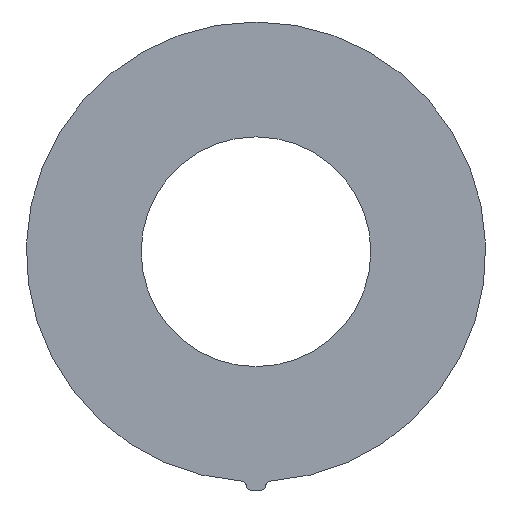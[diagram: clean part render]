
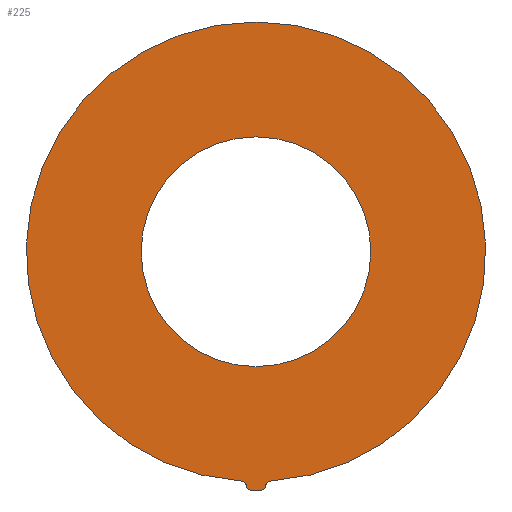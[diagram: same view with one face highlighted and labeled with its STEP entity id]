
A CAD part, front view. The second image highlights one B-rep face of the part: STEP entity #225.
In plain terms, the highlighted planar face has unit normal (0, -1, 0).
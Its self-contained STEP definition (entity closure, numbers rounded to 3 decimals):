
#2 = CARTESIAN_POINT ( 'NONE',  ( -2.4, 0., -35.92 ) ) ;
#5 = DIRECTION ( 'NONE',  ( 0., 0., 1. ) ) ;
#6 = DIRECTION ( 'NONE',  ( 0., 1., 0. ) ) ;
#11 = DIRECTION ( 'NONE',  ( 0., 1., 0. ) ) ;
#12 = DIRECTION ( 'NONE',  ( 0., 0., 1. ) ) ;
#13 = CARTESIAN_POINT ( 'NONE',  ( 0., 0., 0. ) ) ;
#17 = CARTESIAN_POINT ( 'NONE',  ( 2.4, 0., -35.92 ) ) ;
#18 = DIRECTION ( 'NONE',  ( 0., 1., 0. ) ) ;
#19 = DIRECTION ( 'NONE',  ( 0., 0., 1. ) ) ;
#39 = EDGE_LOOP ( 'NONE', ( #73, #84, #44, #50, #57, #68 ) ) ;
#44 = ORIENTED_EDGE ( 'NONE', *, *, #218, .T. ) ;
#50 = ORIENTED_EDGE ( 'NONE', *, *, #247, .T. ) ;
#53 = EDGE_LOOP ( 'NONE', ( #85, #62 ) ) ;
#57 = ORIENTED_EDGE ( 'NONE', *, *, #260, .T. ) ;
#61 = VERTEX_POINT ( 'NONE', #138 ) ;
#62 = ORIENTED_EDGE ( 'NONE', *, *, #232, .T. ) ;
#68 = ORIENTED_EDGE ( 'NONE', *, *, #242, .F. ) ;
#73 = ORIENTED_EDGE ( 'NONE', *, *, #256, .T. ) ;
#84 = ORIENTED_EDGE ( 'NONE', *, *, #233, .T. ) ;
#85 = ORIENTED_EDGE ( 'NONE', *, *, #255, .T. ) ;
#86 = CARTESIAN_POINT ( 'NONE',  ( 2.333, 0., -34.922 ) ) ;
#87 = DIRECTION ( 'NONE',  ( 1., 0., 0. ) ) ;
#91 = VERTEX_POINT ( 'NONE', #108 ) ;
#94 = VERTEX_POINT ( 'NONE', #102 ) ;
#102 = CARTESIAN_POINT ( 'NONE',  ( 0., 0., 17.5 ) ) ;
#103 = CARTESIAN_POINT ( 'NONE',  ( -1.403, 0., -35.84 ) ) ;
#108 = CARTESIAN_POINT ( 'NONE',  ( 1.403, 0., -35.84 ) ) ;
#114 = VERTEX_POINT ( 'NONE', #136 ) ;
#115 = CARTESIAN_POINT ( 'NONE',  ( 0., 0., -17.5 ) ) ;
#119 = VERTEX_POINT ( 'NONE', #115 ) ;
#122 = VERTEX_POINT ( 'NONE', #133 ) ;
#123 = VERTEX_POINT ( 'NONE', #103 ) ;
#130 = VERTEX_POINT ( 'NONE', #86 ) ;
#131 = LINE ( 'NONE', #134, #276 ) ;
#133 = CARTESIAN_POINT ( 'NONE',  ( -0.905, 0., -36.3 ) ) ;
#134 = CARTESIAN_POINT ( 'NONE',  ( -1.4, 0., -36.3 ) ) ;
#136 = CARTESIAN_POINT ( 'NONE',  ( -2.333, 0., -34.922 ) ) ;
#138 = CARTESIAN_POINT ( 'NONE',  ( 0.905, 0., -36.3 ) ) ;
#142 = CARTESIAN_POINT ( 'NONE',  ( 0., 0., 0. ) ) ;
#143 = CARTESIAN_POINT ( 'NONE',  ( -0.905, 0., -35.8 ) ) ;
#149 = DIRECTION ( 'NONE',  ( 0., 1., 0. ) ) ;
#150 = DIRECTION ( 'NONE',  ( 0., 0., 1. ) ) ;
#154 = DIRECTION ( 'NONE',  ( 0., 0., 1. ) ) ;
#155 = DIRECTION ( 'NONE',  ( 0., 1., 0. ) ) ;
#156 = DIRECTION ( 'NONE',  ( 0., 0., 1. ) ) ;
#158 = DIRECTION ( 'NONE',  ( 0., -1., 0. ) ) ;
#168 = DIRECTION ( 'NONE',  ( 0., 1., 0. ) ) ;
#169 = CARTESIAN_POINT ( 'NONE',  ( 0., 0., 0. ) ) ;
#170 = DIRECTION ( 'NONE',  ( 0., 0., 1. ) ) ;
#171 = FACE_OUTER_BOUND ( 'NONE', #39, .T. ) ;
#173 = FACE_BOUND ( 'NONE', #53, .T. ) ;
#177 = CARTESIAN_POINT ( 'NONE',  ( 0., 0., 0. ) ) ;
#178 = PLANE ( 'NONE',  #287 ) ;
#189 = CARTESIAN_POINT ( 'NONE',  ( 0.905, 0., -35.8 ) ) ;
#203 = DIRECTION ( 'NONE',  ( 0., -1., 0. ) ) ;
#205 = DIRECTION ( 'NONE',  ( 0., 0., 1. ) ) ;
#218 = EDGE_CURVE ( 'NONE', #122, #61, #131, .T. ) ;
#225 = ADVANCED_FACE ( 'NONE', ( #173, #171 ), #178, .F. ) ;
#232 = EDGE_CURVE ( 'NONE', #119, #94, #294, .T. ) ;
#233 = EDGE_CURVE ( 'NONE', #123, #122, #277, .T. ) ;
#242 = EDGE_CURVE ( 'NONE', #114, #130, #291, .T. ) ;
#247 = EDGE_CURVE ( 'NONE', #61, #91, #293, .T. ) ;
#255 = EDGE_CURVE ( 'NONE', #94, #119, #307, .T. ) ;
#256 = EDGE_CURVE ( 'NONE', #114, #123, #318, .T. ) ;
#260 = EDGE_CURVE ( 'NONE', #91, #130, #330, .T. ) ;
#270 = AXIS2_PLACEMENT_3D ( 'NONE', #189, #203, #205 ) ;
#274 = AXIS2_PLACEMENT_3D ( 'NONE', #142, #149, #154 ) ;
#275 = AXIS2_PLACEMENT_3D ( 'NONE', #143, #158, #150 ) ;
#276 = VECTOR ( 'NONE', #87, 1000. ) ;
#277 = CIRCLE ( 'NONE', #275, 0.5 ) ;
#287 = AXIS2_PLACEMENT_3D ( 'NONE', #169, #155, #156 ) ;
#291 = CIRCLE ( 'NONE', #292, 35. ) ;
#292 = AXIS2_PLACEMENT_3D ( 'NONE', #177, #168, #170 ) ;
#293 = CIRCLE ( 'NONE', #270, 0.5 ) ;
#294 = CIRCLE ( 'NONE', #274, 17.5 ) ;
#307 = CIRCLE ( 'NONE', #332, 17.5 ) ;
#318 = CIRCLE ( 'NONE', #329, 1. ) ;
#319 = AXIS2_PLACEMENT_3D ( 'NONE', #17, #18, #19 ) ;
#329 = AXIS2_PLACEMENT_3D ( 'NONE', #2, #6, #5 ) ;
#330 = CIRCLE ( 'NONE', #319, 1. ) ;
#332 = AXIS2_PLACEMENT_3D ( 'NONE', #13, #11, #12 ) ;
